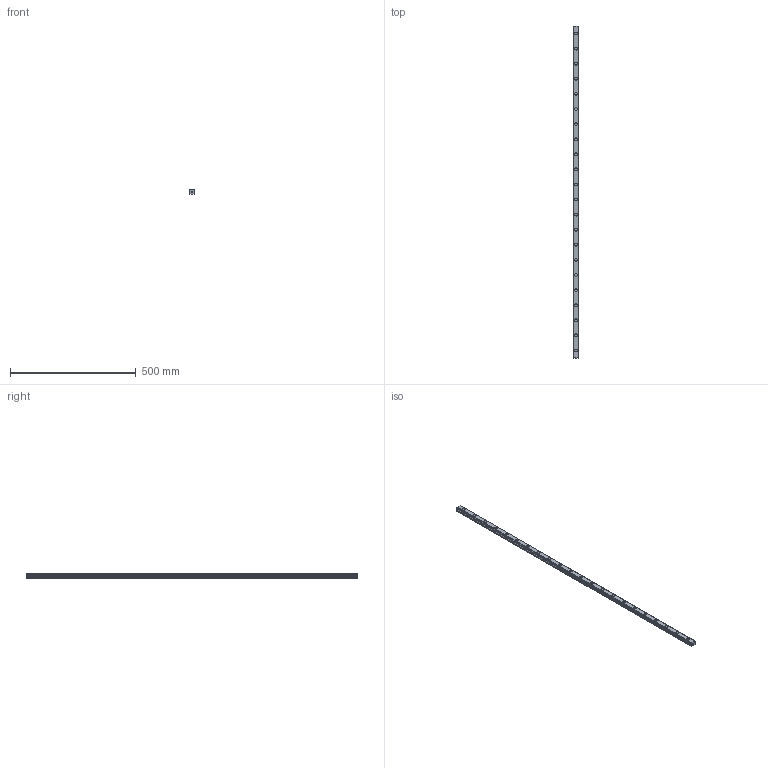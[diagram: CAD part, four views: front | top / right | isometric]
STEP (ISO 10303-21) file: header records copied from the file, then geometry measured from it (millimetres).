
FILE_DESCRIPTION(('STEP AP214'),'1');
FILE_NAME('cctmp_8C3BA186-98C7-49FC-AE09-F2B5C0E061C0_2021_02_09_17_24_02_0769..stp','2021-02-09T16:24:02',('HIWIN GmbH'),('CADClick - www.CADClick.com'),'Spatial InterOp 3D',' ','unknown authorization');
FILE_SCHEMA(('AUTOMOTIVE_DESIGN'));
Length unit declared in the file: millimetre
Products named in the file (1): EGR25R1320C_FILE
Bounding box: 23 x 1320 x 18 mm (x, y, z)
Volume: 454000 mm3; surface area: 123060.8 mm2
Topology: 1 solids, 1 shells, 369 faces, 957 edges, 638 vertices
Faces by surface type: plane 217, cylinder 152
Entity records: 14487 total; most frequent: DIRECTION 2177, CARTESIAN_POINT 1965, ORIENTED_EDGE 1914, EDGE_CURVE 957, AXIS2_PLACEMENT_3D 850, VERTEX_POINT 638, LINE 477, VECTOR 477
